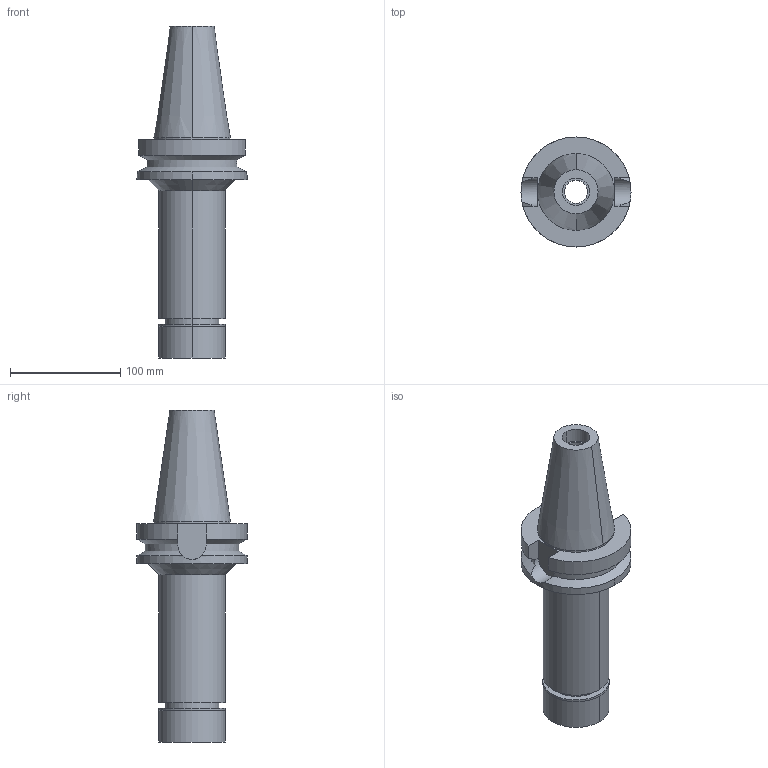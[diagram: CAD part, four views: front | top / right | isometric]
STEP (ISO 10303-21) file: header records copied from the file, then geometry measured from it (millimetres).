
FILE_DESCRIPTION((''),'2;1');
FILE_NAME('BBT50MN25200-254_ASM','2018-05-23T',('ykawabe'),(''),'CREO PARAMETRIC BY PTC INC, 2016380','CREO PARAMETRIC BY PTC INC, 2016380','');
FILE_SCHEMA(('AUTOMOTIVE_DESIGN { 1 0 10303 214 1 1 1 1 }'));
Length unit declared in the file: millimetre
Products named in the file (5): BBT50-MEGA25N-200_1; NBC25-25_4_1; MGN25_1; DXF_TEMP_ASSY_ASM_4_ASM; BBT50MN25200-254_ASM
Assembly tree (4 placements, depth 3):
  BBT50MN25200-254_ASM
    DXF_TEMP_ASSY_ASM_4_ASM
      BBT50-MEGA25N-200_1
      NBC25-25_4_1
      MGN25_1
Bounding box: 100 x 100 x 301.8 mm (x, y, z)
Volume: 825860.3 mm3; surface area: 117981.3 mm2
Topology: 3 solids, 3 shells, 92 faces, 211 edges, 141 vertices
Faces by surface type: cylinder 46, plane 28, cone 18
Entity records: 4191 total; most frequent: CARTESIAN_POINT 547, DIRECTION 546, ORIENTED_EDGE 422, AXIS2_PLACEMENT_3D 235, PRESENTATION_STYLE_ASSIGNMENT 219, STYLED_ITEM 219, CURVE_STYLE 216, EDGE_CURVE 211
